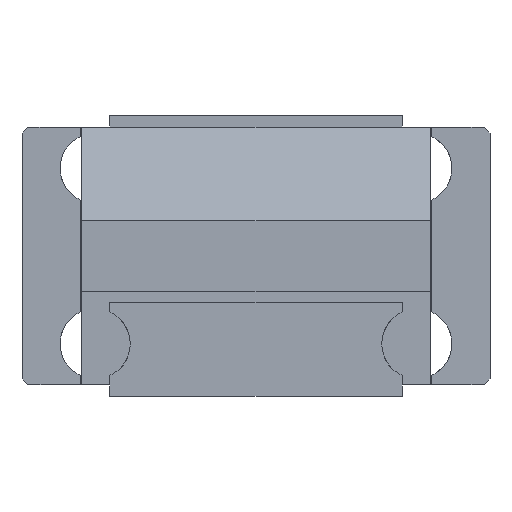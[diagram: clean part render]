
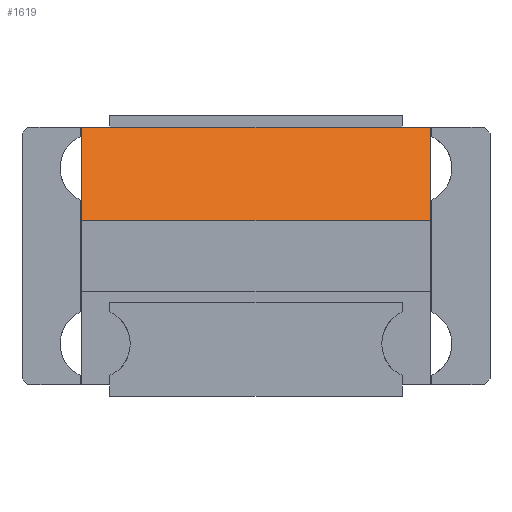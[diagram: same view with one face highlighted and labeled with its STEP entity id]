
A CAD part, front view. The second image highlights one B-rep face of the part: STEP entity #1619.
In plain terms, the highlighted face is planar.
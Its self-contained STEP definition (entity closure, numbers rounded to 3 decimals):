
#89=PLANE('',#1843);
#231=FACE_OUTER_BOUND('',#352,.T.);
#352=EDGE_LOOP('',(#1473,#1474,#1475,#1476));
#481=LINE('',#3132,#618);
#482=LINE('',#3134,#619);
#483=LINE('',#3136,#620);
#484=LINE('',#3137,#621);
#618=VECTOR('',#2263,11.314);
#619=VECTOR('',#2264,29.8);
#620=VECTOR('',#2265,11.314);
#621=VECTOR('',#2266,29.8);
#833=VERTEX_POINT('',#3130);
#834=VERTEX_POINT('',#3131);
#835=VERTEX_POINT('',#3133);
#836=VERTEX_POINT('',#3135);
#1049=EDGE_CURVE('',#833,#834,#481,.T.);
#1050=EDGE_CURVE('',#834,#835,#482,.T.);
#1051=EDGE_CURVE('',#835,#836,#483,.T.);
#1052=EDGE_CURVE('',#836,#833,#484,.T.);
#1473=ORIENTED_EDGE('',*,*,#1049,.T.);
#1474=ORIENTED_EDGE('',*,*,#1050,.T.);
#1475=ORIENTED_EDGE('',*,*,#1051,.T.);
#1476=ORIENTED_EDGE('',*,*,#1052,.T.);
#1619=ADVANCED_FACE('',(#231),#89,.T.);
#1843=AXIS2_PLACEMENT_3D('',#3129,#2261,#2262);
#2261=DIRECTION('center_axis',(0.,-0.707,-0.707));
#2262=DIRECTION('ref_axis',(-1.,0.,0.));
#2263=DIRECTION('',(0.,0.707,-0.707));
#2264=DIRECTION('',(1.,0.,0.));
#2265=DIRECTION('',(0.,-0.707,0.707));
#2266=DIRECTION('',(-1.,0.,0.));
#3129=CARTESIAN_POINT('Origin',(15.,-3.,-3.));
#3130=CARTESIAN_POINT('',(-14.8,-7.,1.));
#3131=CARTESIAN_POINT('',(-14.8,1.,-7.));
#3132=CARTESIAN_POINT('',(-14.8,-7.,1.));
#3133=CARTESIAN_POINT('',(15.,1.,-7.));
#3134=CARTESIAN_POINT('',(-14.8,1.,-7.));
#3135=CARTESIAN_POINT('',(15.,-7.,1.));
#3136=CARTESIAN_POINT('',(15.,1.,-7.));
#3137=CARTESIAN_POINT('',(15.,-7.,1.));
